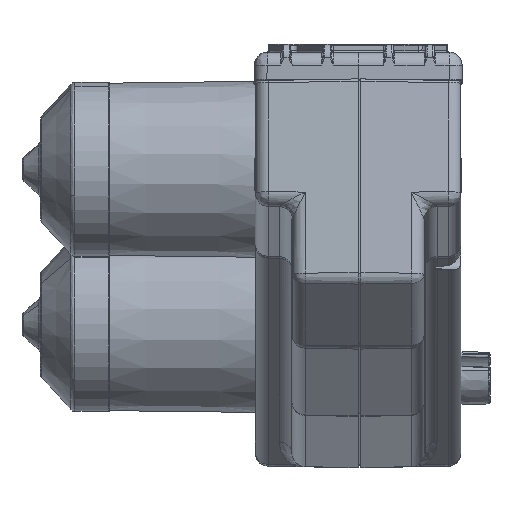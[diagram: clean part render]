
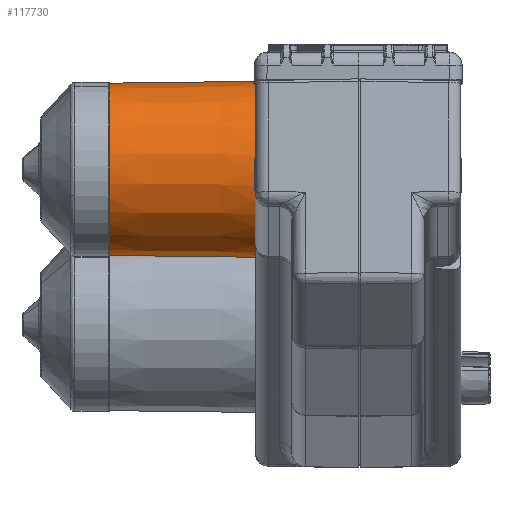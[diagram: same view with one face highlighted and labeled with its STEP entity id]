
A CAD part, left-side view. The second image highlights one B-rep face of the part: STEP entity #117730.
In plain terms, the highlighted conical face has half-angle 0.7 degrees and reference radius 33.38 mm.
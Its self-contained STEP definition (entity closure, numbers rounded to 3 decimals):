
#44882 = EDGE_CURVE ( 'NONE', #44921, #44964, #92211, .T. ) ;
#44919 = VERTEX_POINT ( 'NONE', #92296 ) ;
#44921 = VERTEX_POINT ( 'NONE', #92295 ) ;
#44924 = EDGE_CURVE ( 'NONE', #44919, #47370, #92294, .T. ) ;
#44964 = VERTEX_POINT ( 'NONE', #92349 ) ;
#47364 = VERTEX_POINT ( 'NONE', #96022 ) ;
#47370 = VERTEX_POINT ( 'NONE', #96007 ) ;
#47373 = EDGE_CURVE ( 'NONE', #47364, #47370, #95605, .T. ) ;
#92208 = DIRECTION ( 'NONE',  ( 0., -1., -0.012 ) ) ;
#92209 = VECTOR ( 'NONE', #92208, 1000. ) ;
#92210 = CARTESIAN_POINT ( 'NONE',  ( -210.9, 36.5, -55.181 ) ) ;
#92211 = LINE ( 'NONE', #92210, #92209 ) ;
#92291 = DIRECTION ( 'NONE',  ( 0., -1., 0.012 ) ) ;
#92292 = VECTOR ( 'NONE', #92291, 1000. ) ;
#92293 = CARTESIAN_POINT ( 'NONE',  ( -210.9, 36.5, 11.581 ) ) ;
#92294 = LINE ( 'NONE', #92293, #92292 ) ;
#92295 = CARTESIAN_POINT ( 'NONE',  ( -210.9, 94.5, -54.472 ) ) ;
#92296 = CARTESIAN_POINT ( 'NONE',  ( -210.9, 94.5, 10.872 ) ) ;
#92349 = CARTESIAN_POINT ( 'NONE',  ( -210.9, 39., -55.15 ) ) ;
#95605 = CIRCLE ( 'NONE', #95826, 33.35 ) ;
#95826 = AXIS2_PLACEMENT_3D ( 'NONE', #95831, #95830, #95829 ) ;
#95829 = DIRECTION ( 'NONE',  ( 0., 0., -1. ) ) ;
#95830 = DIRECTION ( 'NONE',  ( 0., 1., 0. ) ) ;
#95831 = CARTESIAN_POINT ( 'NONE',  ( -210.9, 39., -21.8 ) ) ;
#96007 = CARTESIAN_POINT ( 'NONE',  ( -210.9, 39., 11.55 ) ) ;
#96022 = CARTESIAN_POINT ( 'NONE',  ( -217.761, 39., 10.837 ) ) ;
#108070 = DIRECTION ( 'NONE',  ( 0., 0., -1. ) ) ;
#108071 = DIRECTION ( 'NONE',  ( 0., 1., 0. ) ) ;
#108072 = AXIS2_PLACEMENT_3D ( 'NONE', #108076, #108071, #108070 ) ;
#108073 = CIRCLE ( 'NONE', #108072, 32.672 ) ;
#108076 = CARTESIAN_POINT ( 'NONE',  ( -210.9, 94.5, -21.8 ) ) ;
#111148 = DIRECTION ( 'NONE',  ( 0., 0., -1. ) ) ;
#111149 = DIRECTION ( 'NONE',  ( 0., 1., 0. ) ) ;
#111150 = AXIS2_PLACEMENT_3D ( 'NONE', #111154, #111149, #111148 ) ;
#111151 = CIRCLE ( 'NONE', #111150, 33.35 ) ;
#111154 = CARTESIAN_POINT ( 'NONE',  ( -210.9, 39., -21.8 ) ) ;
#111193 = CONICAL_SURFACE ( 'NONE', #111194, 33.381, 0.012 ) ;
#111194 = AXIS2_PLACEMENT_3D ( 'NONE', #111255, #111254, #111253 ) ;
#111195 = FACE_OUTER_BOUND ( 'NONE', #117731, .T. ) ;
#111253 = DIRECTION ( 'NONE',  ( 0., 0., -1. ) ) ;
#111254 = DIRECTION ( 'NONE',  ( 0., -1., 0. ) ) ;
#111255 = CARTESIAN_POINT ( 'NONE',  ( -210.9, 36.5, -21.8 ) ) ;
#116464 = EDGE_CURVE ( 'NONE', #44921, #44919, #108073, .T. ) ;
#117707 = ORIENTED_EDGE ( 'NONE', *, *, #116464, .F. ) ;
#117708 = ORIENTED_EDGE ( 'NONE', *, *, #44882, .T. ) ;
#117709 = ORIENTED_EDGE ( 'NONE', *, *, #117710, .T. ) ;
#117710 = EDGE_CURVE ( 'NONE', #44964, #47364, #111151, .T. ) ;
#117711 = ORIENTED_EDGE ( 'NONE', *, *, #47373, .T. ) ;
#117730 = ADVANCED_FACE ( 'NONE', ( #111195 ), #111193, .T. ) ;
#117731 = EDGE_LOOP ( 'NONE', ( #117732, #117707, #117708, #117709, #117711 ) ) ;
#117732 = ORIENTED_EDGE ( 'NONE', *, *, #44924, .F. ) ;
